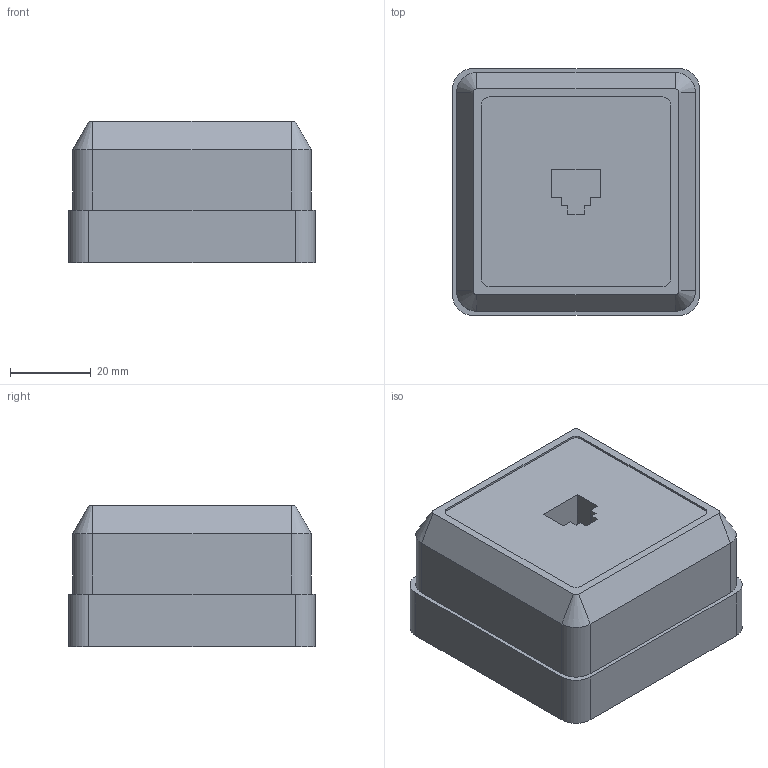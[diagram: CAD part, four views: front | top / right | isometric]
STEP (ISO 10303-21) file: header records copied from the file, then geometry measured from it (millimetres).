
FILE_DESCRIPTION (( 'STEP AP203' ), '1' );
FILE_NAME ('ETO10-K01-DC ÐÒ20-ÎÁ Ðîçåòêà 1ìåñòí. òåëåô. ÎÊÒÀÂÀ (áåëûé).STEP', '2016-12-07T10:55:35', ( '' ), ( '' ), 'SwSTEP 2.0', 'SolidWorks 2014', '' );
FILE_SCHEMA (( 'CONFIG_CONTROL_DESIGN' ));
Length unit declared in the file: millimetre
Products named in the file (1): ETO10-K01-DC ÐÒ20-ÎÁ Ðîçåòêà 1ìåñòí. òåëåô. ÎÊÒÀÂÀ (áåëûé)
Bounding box: 61 x 61 x 35 mm (x, y, z)
Volume: 27994.9 mm3; surface area: 28612.7 mm2
Topology: 1 solids, 1 shells, 178 faces, 495 edges, 322 vertices
Faces by surface type: plane 109, cylinder 61, cone 8
Full cylindrical faces by diameter (mm): 9.5 x1
Entity records: 5805 total; most frequent: CARTESIAN_POINT 1015, ORIENTED_EDGE 980, DIRECTION 966, EDGE_CURVE 490, LINE 356, VECTOR 356, VERTEX_POINT 322, AXIS2_PLACEMENT_3D 305
